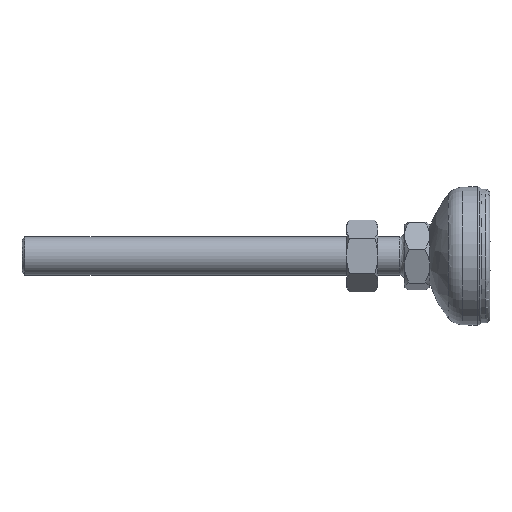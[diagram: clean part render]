
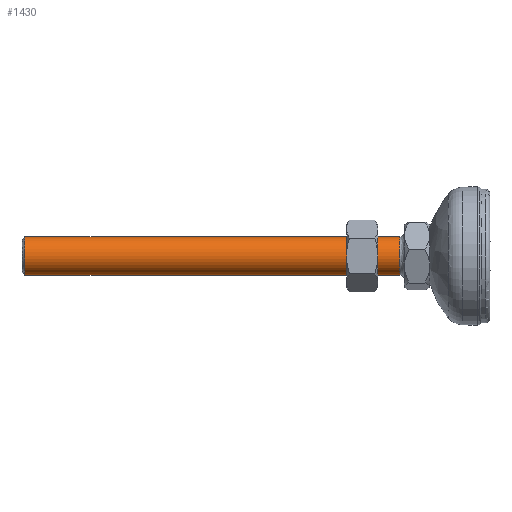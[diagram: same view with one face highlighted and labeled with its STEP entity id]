
A CAD part, left-side view. The second image highlights one B-rep face of the part: STEP entity #1430.
In plain terms, the highlighted cylindrical face has radius 4 mm (diameter 8 mm), a partial arc.
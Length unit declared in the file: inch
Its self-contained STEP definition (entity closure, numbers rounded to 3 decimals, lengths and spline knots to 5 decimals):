
#318 = CIRCLE ( 'NONE', #3634, 0.15748 ) ;
#530 = DIRECTION ( 'NONE',  ( -0.188, 0., -0.982 ) ) ;
#1107 = CARTESIAN_POINT ( 'NONE',  ( 0.55896, 0.76763, 1.20748 ) ) ;
#1132 = ORIENTED_EDGE ( 'NONE', *, *, #3050, .T. ) ;
#1334 = LINE ( 'NONE', #2872, #8122 ) ;
#1430 = ADVANCED_FACE ( 'NONE', ( #8384 ), #3129, .T. ) ;
#1621 = AXIS2_PLACEMENT_3D ( 'NONE', #6548, #2598, #7211 ) ;
#1649 = CIRCLE ( 'NONE', #1621, 0.15748 ) ;
#2454 = ORIENTED_EDGE ( 'NONE', *, *, #5480, .F. ) ;
#2498 = CARTESIAN_POINT ( 'NONE',  ( 0.52935, 0.76763, 1.05281 ) ) ;
#2585 = CARTESIAN_POINT ( 'NONE',  ( 0.49974, 2.18828, 0.89814 ) ) ;
#2598 = DIRECTION ( 'NONE',  ( 0., -1., 0. ) ) ;
#2872 = CARTESIAN_POINT ( 'NONE',  ( 0.55896, 2.18828, 1.20748 ) ) ;
#3050 = EDGE_CURVE ( 'NONE', #7460, #8016, #318, .T. ) ;
#3129 = CYLINDRICAL_SURFACE ( 'NONE', #7539, 0.15748 ) ;
#3160 = DIRECTION ( 'NONE',  ( -0.188, 0., -0.982 ) ) ;
#3628 = DIRECTION ( 'NONE',  ( 0., -1., 0. ) ) ;
#3634 = AXIS2_PLACEMENT_3D ( 'NONE', #2498, #7121, #3160 ) ;
#3813 = VECTOR ( 'NONE', #7801, 39.37008 ) ;
#3921 = ORIENTED_EDGE ( 'NONE', *, *, #4218, .T. ) ;
#4218 = EDGE_CURVE ( 'NONE', #6095, #4927, #1649, .T. ) ;
#4927 = VERTEX_POINT ( 'NONE', #6188 ) ;
#5184 = CARTESIAN_POINT ( 'NONE',  ( 0.52935, 2.18828, 1.05281 ) ) ;
#5361 = LINE ( 'NONE', #2585, #3813 ) ;
#5465 = ORIENTED_EDGE ( 'NONE', *, *, #5751, .T. ) ;
#5480 = EDGE_CURVE ( 'NONE', #6095, #8016, #1334, .T. ) ;
#5751 = EDGE_CURVE ( 'NONE', #4927, #7460, #5361, .T. ) ;
#6048 = CARTESIAN_POINT ( 'NONE',  ( 0.55896, 3.85425, 1.20748 ) ) ;
#6095 = VERTEX_POINT ( 'NONE', #6048 ) ;
#6188 = CARTESIAN_POINT ( 'NONE',  ( 0.49974, 3.85425, 0.89814 ) ) ;
#6548 = CARTESIAN_POINT ( 'NONE',  ( 0.52935, 3.85425, 1.05281 ) ) ;
#7005 = EDGE_LOOP ( 'NONE', ( #2454, #3921, #5465, #1132 ) ) ;
#7075 = CARTESIAN_POINT ( 'NONE',  ( 0.49974, 0.76763, 0.89814 ) ) ;
#7121 = DIRECTION ( 'NONE',  ( 0., 1., 0. ) ) ;
#7134 = DIRECTION ( 'NONE',  ( 0., -1., 0. ) ) ;
#7211 = DIRECTION ( 'NONE',  ( -0.188, 0., -0.982 ) ) ;
#7460 = VERTEX_POINT ( 'NONE', #7075 ) ;
#7539 = AXIS2_PLACEMENT_3D ( 'NONE', #5184, #7134, #530 ) ;
#7801 = DIRECTION ( 'NONE',  ( 0., -1., 0. ) ) ;
#8016 = VERTEX_POINT ( 'NONE', #1107 ) ;
#8122 = VECTOR ( 'NONE', #3628, 39.37008 ) ;
#8384 = FACE_OUTER_BOUND ( 'NONE', #7005, .T. ) ;
